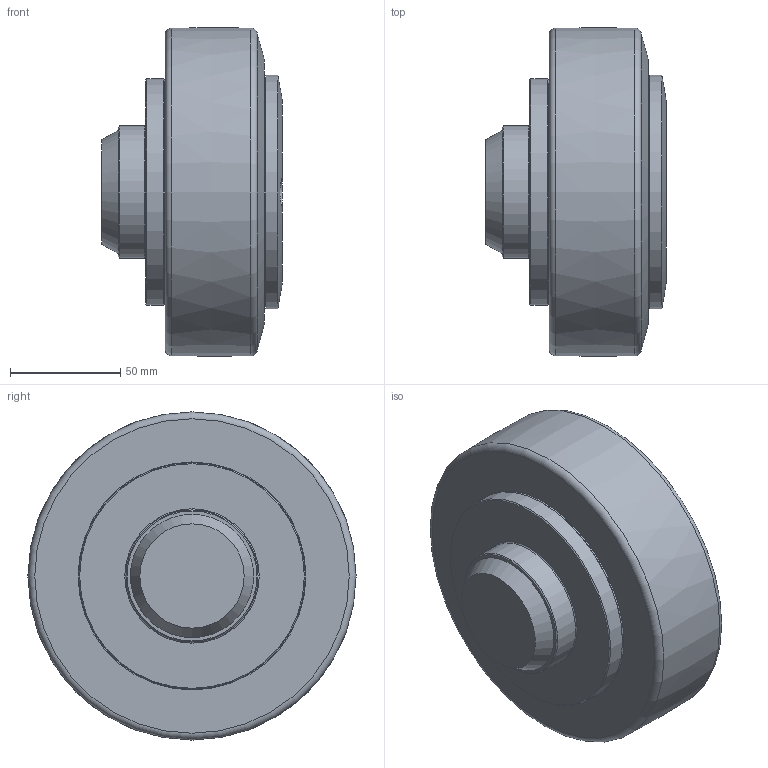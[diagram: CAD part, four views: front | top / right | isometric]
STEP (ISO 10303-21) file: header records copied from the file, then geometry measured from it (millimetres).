
FILE_DESCRIPTION(/* description */ ('-','CAx-IF Rec.Pracs.---Representation and Presentation of Product Manufacturing Information (PMI)---4.0---2014-10-13'),/* implementation_level */ '2;1');
FILE_NAME(/* name */ 'e7dbc285-5955-4984-9604-0f0d33ad98f7.stp',/* time_stamp */ '2020-06-19T09:55:05+02:00',/* author */ ('-'),/* organization */ ('NTI CADcenter A/S'),/* preprocessor_version */ 'ST-DEVELOPER v18',/* originating_system */ 'Autodesk Inventor 2020',/* authorisation */ '-');
FILE_SCHEMA (('AP242_MANAGED_MODEL_BASED_3D_ENGINEERING_MIM_LF { 1 0 10303 442 1 1 4 }'));
Length unit declared in the file: millimetre
Products named in the file (1): TR 150.0360_Kontur
Bounding box: 82 x 149 x 148.99 mm (x, y, z)
Volume: 866976.9 mm3; surface area: 104251.4 mm2
Topology: 1 solids, 1 shells, 83 faces, 219 edges, 146 vertices
Faces by surface type: plane 41, cylinder 28, cone 8, torus 5, bspline 1
Full cylindrical faces by diameter (mm): 4 x2, 12 x2, 12.4 x2, 60 x1, 100.3 x1, 101.2 x1, 101.4 x1, 103 x1, 103.5 x2, 106 x1, 109 x2, 111.5 x2, 113 x2
Entity records: 3012 total; most frequent: CARTESIAN_POINT 655, DIRECTION 509, ORIENTED_EDGE 442, EDGE_CURVE 221, AXIS2_PLACEMENT_3D 218, VERTEX_POINT 146, CIRCLE 135, EDGE_LOOP 99
